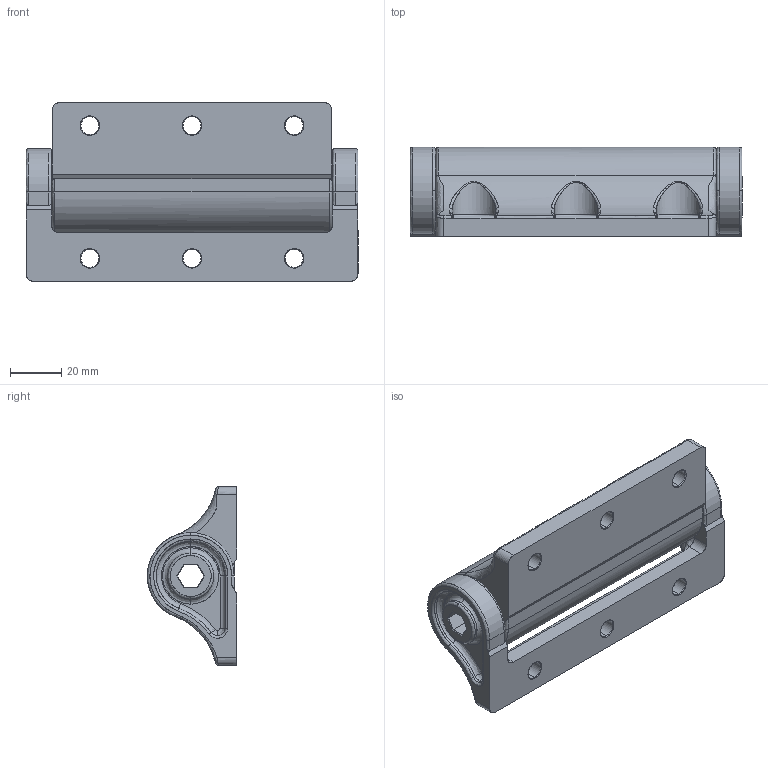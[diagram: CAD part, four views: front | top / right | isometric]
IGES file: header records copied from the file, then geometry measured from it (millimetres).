
Start section: SolidWorks IGES file using analytic representation for surfaces
Global section: file name: B-879-0H.IGS,  ; native system: SolidWorks 2012; preprocessor: SolidWorks 2012; author: 1337yo; date: 130801.130608; units: millimetre
Bounding box: 130 x 35 x 70 mm (x, y, z)
Surface area: 42168.4 mm2 (no closed solid volume)
Topology: 0 solids, 0 shells, 383 faces, 3452 edges, 3443 vertices
Faces by surface type: bspline 264, revolution 119
